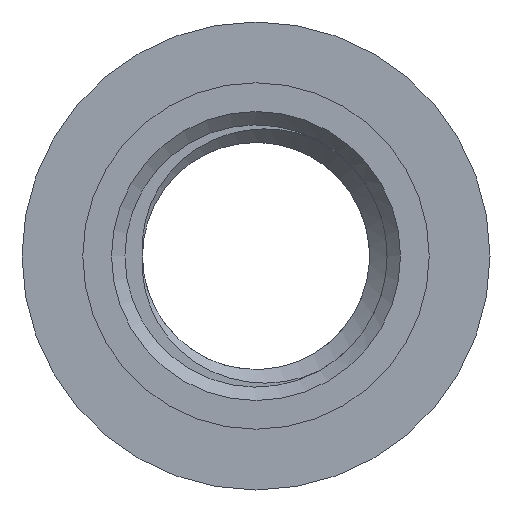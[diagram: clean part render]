
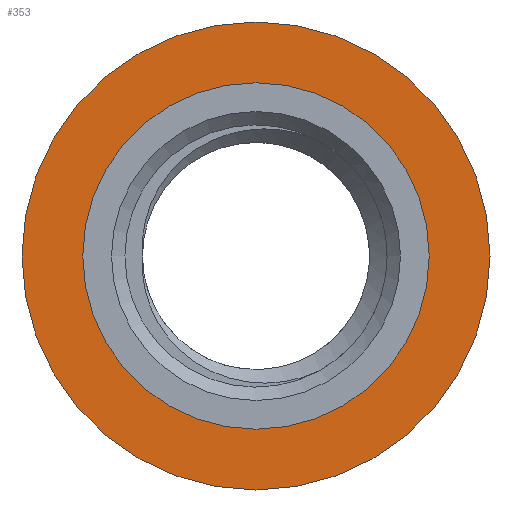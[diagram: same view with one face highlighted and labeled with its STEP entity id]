
A CAD part, front view. The second image highlights one B-rep face of the part: STEP entity #353.
In plain terms, the highlighted planar face has unit normal (0, -1, 0).
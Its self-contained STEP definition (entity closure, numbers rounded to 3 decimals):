
#32 = EDGE_LOOP ( 'NONE', ( #598 ) ) ;
#70 = PLANE ( 'NONE',  #571 ) ;
#86 = EDGE_LOOP ( 'NONE', ( #326 ) ) ;
#102 = CARTESIAN_POINT ( 'NONE',  ( 0., 1.524, 0. ) ) ;
#105 = DIRECTION ( 'NONE',  ( 0., -1., 0. ) ) ;
#149 = DIRECTION ( 'NONE',  ( 1., 0., 0. ) ) ;
#164 = FACE_OUTER_BOUND ( 'NONE', #86, .T. ) ;
#207 = CARTESIAN_POINT ( 'NONE',  ( 2.642, 1.524, 0. ) ) ;
#257 = CARTESIAN_POINT ( 'NONE',  ( 0., 1.524, 0. ) ) ;
#270 = CIRCLE ( 'NONE', #397, 2.642 ) ;
#304 = AXIS2_PLACEMENT_3D ( 'NONE', #102, #448, #149 ) ;
#306 = DIRECTION ( 'NONE',  ( 1., 0., 0. ) ) ;
#326 = ORIENTED_EDGE ( 'NONE', *, *, #601, .T. ) ;
#353 = ADVANCED_FACE ( 'NONE', ( #164, #552 ), #70, .T. ) ;
#397 = AXIS2_PLACEMENT_3D ( 'NONE', #257, #594, #306 ) ;
#448 = DIRECTION ( 'NONE',  ( 0., -1., 0. ) ) ;
#452 = DIRECTION ( 'NONE',  ( 1., 0., 0. ) ) ;
#466 = VERTEX_POINT ( 'NONE', #207 ) ;
#498 = CARTESIAN_POINT ( 'NONE',  ( 3.569, 1.524, 0. ) ) ;
#510 = CARTESIAN_POINT ( 'NONE',  ( 3.569, 1.524, 0. ) ) ;
#552 = FACE_BOUND ( 'NONE', #32, .T. ) ;
#571 = AXIS2_PLACEMENT_3D ( 'NONE', #510, #105, #452 ) ;
#594 = DIRECTION ( 'NONE',  ( 0., -1., 0. ) ) ;
#598 = ORIENTED_EDGE ( 'NONE', *, *, #625, .F. ) ;
#601 = EDGE_CURVE ( 'NONE', #604, #604, #628, .T. ) ;
#604 = VERTEX_POINT ( 'NONE', #498 ) ;
#625 = EDGE_CURVE ( 'NONE', #466, #466, #270, .T. ) ;
#628 = CIRCLE ( 'NONE', #304, 3.569 ) ;
